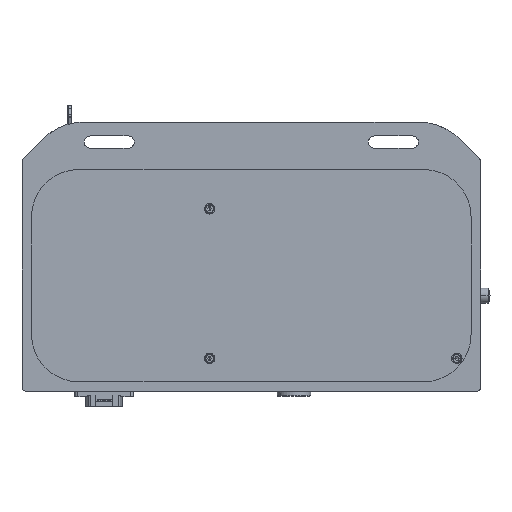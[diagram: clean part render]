
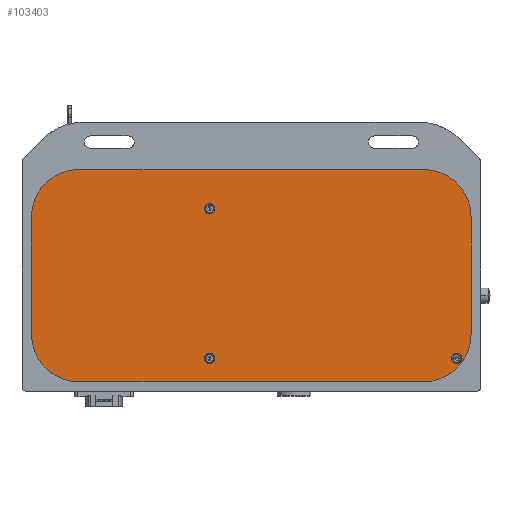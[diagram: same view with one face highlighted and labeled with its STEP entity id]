
A CAD part, front view. The second image highlights one B-rep face of the part: STEP entity #103403.
In plain terms, the highlighted planar face has unit normal (0, -1, 0).
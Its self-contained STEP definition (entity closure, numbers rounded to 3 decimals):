
#70752 = DIRECTION ( 'NONE',  ( 0., 0., 1. ) ) ;
#70755 = DIRECTION ( 'NONE',  ( 0., -1., 0. ) ) ;
#70756 = CARTESIAN_POINT ( 'NONE',  ( 212., 3., -30. ) ) ;
#70758 = AXIS2_PLACEMENT_3D ( 'NONE', #70756, #70755, #70752 ) ;
#70759 = CIRCLE ( 'NONE', #70758, 25. ) ;
#70916 = DIRECTION ( 'NONE',  ( 0., 0., 1. ) ) ;
#70918 = DIRECTION ( 'NONE',  ( 0., -1., 0. ) ) ;
#70919 = CARTESIAN_POINT ( 'NONE',  ( 30., 3., -30. ) ) ;
#70920 = AXIS2_PLACEMENT_3D ( 'NONE', #70919, #70918, #70916 ) ;
#70922 = CIRCLE ( 'NONE', #70920, 25. ) ;
#72041 = DIRECTION ( 'NONE',  ( 0., 0., 1. ) ) ;
#72042 = VECTOR ( 'NONE', #72041, 1000. ) ;
#72043 = CARTESIAN_POINT ( 'NONE',  ( 237., 3., -117. ) ) ;
#72053 = LINE ( 'NONE', #72043, #72042 ) ;
#72117 = DIRECTION ( 'NONE',  ( 0., 0., 1. ) ) ;
#72119 = DIRECTION ( 'NONE',  ( 0., -1., 0. ) ) ;
#72121 = CARTESIAN_POINT ( 'NONE',  ( 212., 3., -92. ) ) ;
#72122 = AXIS2_PLACEMENT_3D ( 'NONE', #72121, #72119, #72117 ) ;
#72128 = CIRCLE ( 'NONE', #72122, 25. ) ;
#72160 = CARTESIAN_POINT ( 'NONE',  ( 237., 3., -30. ) ) ;
#72161 = CARTESIAN_POINT ( 'NONE',  ( 237., 3., -92. ) ) ;
#72269 = DIRECTION ( 'NONE',  ( 1., 0., 0. ) ) ;
#72270 = VECTOR ( 'NONE', #72269, 1000. ) ;
#72271 = CARTESIAN_POINT ( 'NONE',  ( 5., 3., -117. ) ) ;
#72272 = LINE ( 'NONE', #72271, #72270 ) ;
#72334 = CARTESIAN_POINT ( 'NONE',  ( 212., 3., -117. ) ) ;
#72411 = DIRECTION ( 'NONE',  ( 0., 0., 1. ) ) ;
#72429 = DIRECTION ( 'NONE',  ( 0., -1., 0. ) ) ;
#72430 = CARTESIAN_POINT ( 'NONE',  ( 30., 3., -92. ) ) ;
#72431 = AXIS2_PLACEMENT_3D ( 'NONE', #72430, #72429, #72411 ) ;
#72432 = CIRCLE ( 'NONE', #72431, 25. ) ;
#72442 = CARTESIAN_POINT ( 'NONE',  ( 5., 3., -30. ) ) ;
#72445 = CARTESIAN_POINT ( 'NONE',  ( 5., 3., -92. ) ) ;
#72447 = DIRECTION ( 'NONE',  ( 0., 0., 1. ) ) ;
#72448 = VECTOR ( 'NONE', #72447, 1000. ) ;
#72449 = CARTESIAN_POINT ( 'NONE',  ( 5., 3., -117. ) ) ;
#72450 = LINE ( 'NONE', #72449, #72448 ) ;
#72477 = CARTESIAN_POINT ( 'NONE',  ( 30., 3., -5. ) ) ;
#72512 = CARTESIAN_POINT ( 'NONE',  ( 212., 3., -5. ) ) ;
#72522 = CARTESIAN_POINT ( 'NONE',  ( 30., 3., -117. ) ) ;
#72946 = LINE ( 'NONE', #73068, #73067 ) ;
#72968 = DIRECTION ( 'NONE',  ( -1., 0., 0. ) ) ;
#72987 = DIRECTION ( 'NONE',  ( 0., -1., 0. ) ) ;
#72990 = AXIS2_PLACEMENT_3D ( 'NONE', #72996, #72987, #72968 ) ;
#72991 = CIRCLE ( 'NONE', #72990, 2.75 ) ;
#72996 = CARTESIAN_POINT ( 'NONE',  ( 99., 3., -25.73 ) ) ;
#73005 = DIRECTION ( 'NONE',  ( 0., 0., 1. ) ) ;
#73007 = DIRECTION ( 'NONE',  ( 0., 1., 0. ) ) ;
#73008 = CARTESIAN_POINT ( 'NONE',  ( 5., 3., -117. ) ) ;
#73010 = AXIS2_PLACEMENT_3D ( 'NONE', #73008, #73007, #73005 ) ;
#73012 = PLANE ( 'NONE',  #73010 ) ;
#73015 = FACE_OUTER_BOUND ( 'NONE', #103387, .T. ) ;
#73017 = FACE_BOUND ( 'NONE', #103367, .T. ) ;
#73018 = FACE_BOUND ( 'NONE', #103418, .T. ) ;
#73020 = FACE_BOUND ( 'NONE', #103397, .T. ) ;
#73065 = DIRECTION ( 'NONE',  ( 1., 0., 0. ) ) ;
#73067 = VECTOR ( 'NONE', #73065, 1000. ) ;
#73068 = CARTESIAN_POINT ( 'NONE',  ( 5., 3., -5. ) ) ;
#73105 = CIRCLE ( 'NONE', #73221, 2.75 ) ;
#73108 = DIRECTION ( 'NONE',  ( -1., 0., 0. ) ) ;
#73110 = DIRECTION ( 'NONE',  ( 0., -1., 0. ) ) ;
#73112 = AXIS2_PLACEMENT_3D ( 'NONE', #73121, #73110, #73108 ) ;
#73113 = CIRCLE ( 'NONE', #73112, 2.75 ) ;
#73121 = CARTESIAN_POINT ( 'NONE',  ( 229.5, 3., -104.73 ) ) ;
#73216 = DIRECTION ( 'NONE',  ( -1., 0., 0. ) ) ;
#73218 = DIRECTION ( 'NONE',  ( 0., -1., 0. ) ) ;
#73220 = CARTESIAN_POINT ( 'NONE',  ( 99., 3., -104.73 ) ) ;
#73221 = AXIS2_PLACEMENT_3D ( 'NONE', #73220, #73218, #73216 ) ;
#77235 = CARTESIAN_POINT ( 'NONE',  ( 99., 3., -25.73 ) ) ;
#77238 = CIRCLE ( 'NONE', #77405, 2.75 ) ;
#77249 = CARTESIAN_POINT ( 'NONE',  ( 101.75, 3., -25.73 ) ) ;
#77369 = CARTESIAN_POINT ( 'NONE',  ( 96.25, 3., -104.73 ) ) ;
#77371 = DIRECTION ( 'NONE',  ( -1., 0., 0. ) ) ;
#77373 = DIRECTION ( 'NONE',  ( 0., -1., 0. ) ) ;
#77374 = CARTESIAN_POINT ( 'NONE',  ( 99., 3., -104.73 ) ) ;
#77376 = AXIS2_PLACEMENT_3D ( 'NONE', #77374, #77373, #77371 ) ;
#77378 = CIRCLE ( 'NONE', #77376, 2.75 ) ;
#77386 = CARTESIAN_POINT ( 'NONE',  ( 101.75, 3., -104.73 ) ) ;
#77401 = CARTESIAN_POINT ( 'NONE',  ( 96.25, 3., -25.73 ) ) ;
#77402 = DIRECTION ( 'NONE',  ( -1., 0., 0. ) ) ;
#77404 = DIRECTION ( 'NONE',  ( 0., -1., 0. ) ) ;
#77405 = AXIS2_PLACEMENT_3D ( 'NONE', #77235, #77404, #77402 ) ;
#77731 = DIRECTION ( 'NONE',  ( -1., 0., 0. ) ) ;
#77732 = DIRECTION ( 'NONE',  ( 0., -1., 0. ) ) ;
#77734 = CARTESIAN_POINT ( 'NONE',  ( 229.5, 3., -104.73 ) ) ;
#77736 = AXIS2_PLACEMENT_3D ( 'NONE', #77734, #77732, #77731 ) ;
#77737 = CIRCLE ( 'NONE', #77736, 2.75 ) ;
#77775 = CARTESIAN_POINT ( 'NONE',  ( 232.25, 3., -104.73 ) ) ;
#77895 = CARTESIAN_POINT ( 'NONE',  ( 226.75, 3., -104.73 ) ) ;
#93341 = VERTEX_POINT ( 'NONE', #77249 ) ;
#93344 = EDGE_CURVE ( 'NONE', #93341, #93346, #77238, .T. ) ;
#93346 = VERTEX_POINT ( 'NONE', #77401 ) ;
#93349 = VERTEX_POINT ( 'NONE', #77386 ) ;
#93352 = EDGE_CURVE ( 'NONE', #93349, #93353, #77378, .T. ) ;
#93353 = VERTEX_POINT ( 'NONE', #77369 ) ;
#93426 = EDGE_CURVE ( 'NONE', #93446, #93479, #77737, .T. ) ;
#93446 = VERTEX_POINT ( 'NONE', #77775 ) ;
#93479 = VERTEX_POINT ( 'NONE', #77895 ) ;
#103113 = EDGE_CURVE ( 'NONE', #103215, #103307, #70759, .T. ) ;
#103140 = EDGE_CURVE ( 'NONE', #103309, #103300, #70922, .T. ) ;
#103186 = ORIENTED_EDGE ( 'NONE', *, *, #103249, .T. ) ;
#103206 = ORIENTED_EDGE ( 'NONE', *, *, #103208, .T. ) ;
#103208 = EDGE_CURVE ( 'NONE', #103212, #103215, #72053, .T. ) ;
#103210 = ORIENTED_EDGE ( 'NONE', *, *, #103113, .T. ) ;
#103212 = VERTEX_POINT ( 'NONE', #72161 ) ;
#103215 = VERTEX_POINT ( 'NONE', #72160 ) ;
#103228 = EDGE_CURVE ( 'NONE', #103273, #103212, #72128, .T. ) ;
#103249 = EDGE_CURVE ( 'NONE', #103306, #103273, #72272, .T. ) ;
#103265 = ORIENTED_EDGE ( 'NONE', *, *, #103395, .F. ) ;
#103267 = ORIENTED_EDGE ( 'NONE', *, *, #103140, .T. ) ;
#103271 = ORIENTED_EDGE ( 'NONE', *, *, #103228, .T. ) ;
#103273 = VERTEX_POINT ( 'NONE', #72334 ) ;
#103294 = EDGE_CURVE ( 'NONE', #103297, #103300, #72450, .T. ) ;
#103297 = VERTEX_POINT ( 'NONE', #72445 ) ;
#103300 = VERTEX_POINT ( 'NONE', #72442 ) ;
#103302 = ORIENTED_EDGE ( 'NONE', *, *, #103304, .T. ) ;
#103304 = EDGE_CURVE ( 'NONE', #103297, #103306, #72432, .T. ) ;
#103306 = VERTEX_POINT ( 'NONE', #72522 ) ;
#103307 = VERTEX_POINT ( 'NONE', #72512 ) ;
#103309 = VERTEX_POINT ( 'NONE', #72477 ) ;
#103367 = EDGE_LOOP ( 'NONE', ( #103376, #103381 ) ) ;
#103376 = ORIENTED_EDGE ( 'NONE', *, *, #103379, .F. ) ;
#103379 = EDGE_CURVE ( 'NONE', #93346, #93341, #72991, .T. ) ;
#103381 = ORIENTED_EDGE ( 'NONE', *, *, #93344, .F. ) ;
#103387 = EDGE_LOOP ( 'NONE', ( #103389, #103302, #103186, #103271, #103206, #103210, #103265, #103267 ) ) ;
#103389 = ORIENTED_EDGE ( 'NONE', *, *, #103294, .F. ) ;
#103395 = EDGE_CURVE ( 'NONE', #103309, #103307, #72946, .T. ) ;
#103397 = EDGE_LOOP ( 'NONE', ( #103405, #103421 ) ) ;
#103403 = ADVANCED_FACE ( 'NONE', ( #73020, #73018, #73017, #73015 ), #73012, .F. ) ;
#103405 = ORIENTED_EDGE ( 'NONE', *, *, #103420, .F. ) ;
#103418 = EDGE_LOOP ( 'NONE', ( #103423, #103429 ) ) ;
#103420 = EDGE_CURVE ( 'NONE', #93479, #93446, #73113, .T. ) ;
#103421 = ORIENTED_EDGE ( 'NONE', *, *, #93426, .F. ) ;
#103423 = ORIENTED_EDGE ( 'NONE', *, *, #103425, .F. ) ;
#103425 = EDGE_CURVE ( 'NONE', #93353, #93349, #73105, .T. ) ;
#103429 = ORIENTED_EDGE ( 'NONE', *, *, #93352, .F. ) ;
